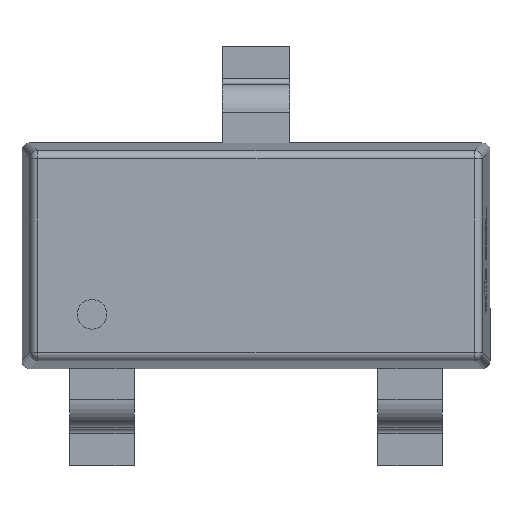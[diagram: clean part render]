
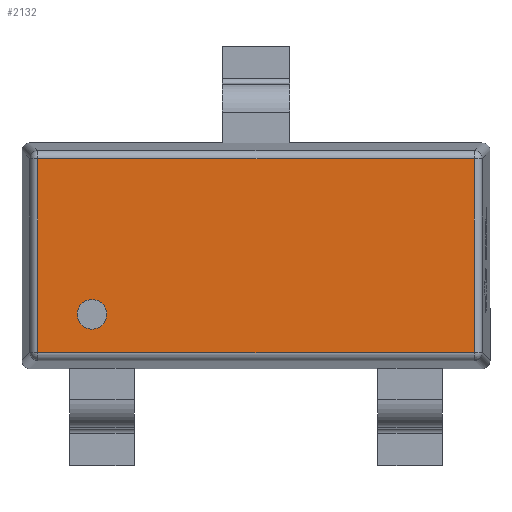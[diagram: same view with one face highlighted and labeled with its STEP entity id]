
A CAD part, top view. The second image highlights one B-rep face of the part: STEP entity #2132.
In plain terms, the highlighted planar face has unit normal (0, 0, 1).
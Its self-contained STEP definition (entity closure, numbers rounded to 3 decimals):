
#298 = ORIENTED_EDGE ( 'NONE', *, *, #4004, .F. ) ;
#1025 = DIRECTION ( 'NONE',  ( -1., 0., 0. ) ) ;
#1194 = CARTESIAN_POINT ( 'NONE',  ( -1.398, 0.601, 0.75 ) ) ;
#1446 = ORIENTED_EDGE ( 'NONE', *, *, #16181, .T. ) ;
#1696 = EDGE_LOOP ( 'NONE', ( #11246, #1446, #10507, #10875 ) ) ;
#2027 = CARTESIAN_POINT ( 'NONE',  ( -1.016, -0.363, 0.75 ) ) ;
#2132 = ADVANCED_FACE ( 'NONE', ( #16896, #5622 ), #16712, .T. ) ;
#2350 = VERTEX_POINT ( 'NONE', #13021 ) ;
#2450 = DIRECTION ( 'NONE',  ( 1., 0., 0. ) ) ;
#3453 = DIRECTION ( 'NONE',  ( 1., 0., 0. ) ) ;
#3779 = CARTESIAN_POINT ( 'NONE',  ( -1.351, -0.601, 0.75 ) ) ;
#4004 = EDGE_CURVE ( 'NONE', #2350, #10971, #11186, .T. ) ;
#4459 = VERTEX_POINT ( 'NONE', #6516 ) ;
#5622 = FACE_BOUND ( 'NONE', #10192, .T. ) ;
#6019 = EDGE_CURVE ( 'NONE', #10971, #2350, #9233, .T. ) ;
#6110 = DIRECTION ( 'NONE',  ( 1., 0., 0. ) ) ;
#6516 = CARTESIAN_POINT ( 'NONE',  ( 1.351, -0.601, 0.75 ) ) ;
#6535 = LINE ( 'NONE', #11998, #7852 ) ;
#6654 = DIRECTION ( 'NONE',  ( 0., -1., 0. ) ) ;
#7458 = DIRECTION ( 'NONE',  ( 0., 0., 1. ) ) ;
#7476 = LINE ( 'NONE', #10315, #15394 ) ;
#7484 = AXIS2_PLACEMENT_3D ( 'NONE', #8883, #16944, #6110 ) ;
#7852 = VECTOR ( 'NONE', #2450, 1000. ) ;
#8409 = CARTESIAN_POINT ( 'NONE',  ( 0., 0., 0.75 ) ) ;
#8883 = CARTESIAN_POINT ( 'NONE',  ( -1.016, -0.363, 0.75 ) ) ;
#8981 = DIRECTION ( 'NONE',  ( 0., 1., 0. ) ) ;
#9233 = CIRCLE ( 'NONE', #13526, 0.092 ) ;
#9441 = CARTESIAN_POINT ( 'NONE',  ( -1.351, -0.648, 0.75 ) ) ;
#10192 = EDGE_LOOP ( 'NONE', ( #298, #14726 ) ) ;
#10315 = CARTESIAN_POINT ( 'NONE',  ( 1.351, 0.648, 0.75 ) ) ;
#10329 = AXIS2_PLACEMENT_3D ( 'NONE', #8409, #15552, #15470 ) ;
#10465 = EDGE_CURVE ( 'NONE', #11104, #4459, #6535, .T. ) ;
#10491 = VECTOR ( 'NONE', #1025, 1000. ) ;
#10507 = ORIENTED_EDGE ( 'NONE', *, *, #15727, .T. ) ;
#10859 = CARTESIAN_POINT ( 'NONE',  ( -1.351, 0.601, 0.75 ) ) ;
#10875 = ORIENTED_EDGE ( 'NONE', *, *, #12426, .T. ) ;
#10971 = VERTEX_POINT ( 'NONE', #13623 ) ;
#11104 = VERTEX_POINT ( 'NONE', #3779 ) ;
#11186 = CIRCLE ( 'NONE', #7484, 0.092 ) ;
#11246 = ORIENTED_EDGE ( 'NONE', *, *, #10465, .T. ) ;
#11635 = VERTEX_POINT ( 'NONE', #11928 ) ;
#11928 = CARTESIAN_POINT ( 'NONE',  ( 1.351, 0.601, 0.75 ) ) ;
#11998 = CARTESIAN_POINT ( 'NONE',  ( 1.398, -0.601, 0.75 ) ) ;
#12033 = LINE ( 'NONE', #9441, #17117 ) ;
#12426 = EDGE_CURVE ( 'NONE', #13464, #11104, #12033, .T. ) ;
#13021 = CARTESIAN_POINT ( 'NONE',  ( -0.925, -0.363, 0.75 ) ) ;
#13440 = LINE ( 'NONE', #1194, #10491 ) ;
#13464 = VERTEX_POINT ( 'NONE', #10859 ) ;
#13526 = AXIS2_PLACEMENT_3D ( 'NONE', #2027, #7458, #3453 ) ;
#13623 = CARTESIAN_POINT ( 'NONE',  ( -1.108, -0.363, 0.75 ) ) ;
#14726 = ORIENTED_EDGE ( 'NONE', *, *, #6019, .F. ) ;
#15394 = VECTOR ( 'NONE', #8981, 1000. ) ;
#15470 = DIRECTION ( 'NONE',  ( 1., 0., 0. ) ) ;
#15552 = DIRECTION ( 'NONE',  ( 0., 0., 1. ) ) ;
#15727 = EDGE_CURVE ( 'NONE', #11635, #13464, #13440, .T. ) ;
#16181 = EDGE_CURVE ( 'NONE', #4459, #11635, #7476, .T. ) ;
#16712 = PLANE ( 'NONE',  #10329 ) ;
#16896 = FACE_OUTER_BOUND ( 'NONE', #1696, .T. ) ;
#16944 = DIRECTION ( 'NONE',  ( 0., 0., 1. ) ) ;
#17117 = VECTOR ( 'NONE', #6654, 1000. ) ;
